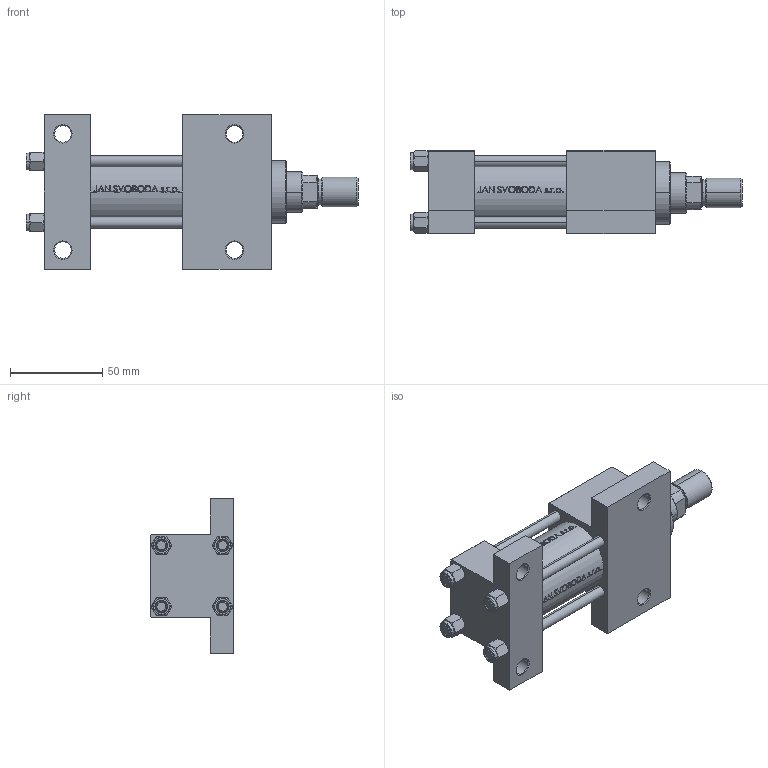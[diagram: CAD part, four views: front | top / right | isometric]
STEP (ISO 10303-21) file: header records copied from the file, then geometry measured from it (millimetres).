
FILE_DESCRIPTION (( 'STEP AP203' ), '1' );
FILE_NAME ('fd6f.STEP', '2023-08-23T17:28:31', ( '' ), ( '' ), 'SwSTEP 2.0', 'SolidWorks 2019', '' );
FILE_SCHEMA (( 'CONFIG_CONTROL_DESIGN' ));
Length unit declared in the file: millimetre
Products named in the file (7): fd6f; V215CR_G_TYCINKA 378b69e8ae1bdeb8139b000ca91b6c03; V215CR_G_Body 378b69e8ae1bdeb8139b000ca91b6c03; NUT_M5_G 378b69e8ae1bdeb8139b000ca91b6c03; V215_VC_A 378b69e8ae1bdeb8139b000ca91b6c03; V215CR_VCP_G 378b69e8ae1bdeb8139b000ca91b6c03; ROD_END_AH 378b69e8ae1bdeb8139b000ca91b6c03
Assembly tree (12 placements, depth 2):
  fd6f
    V215CR_G_Body 378b69e8ae1bdeb8139b000ca91b6c03
    V215CR_VCP_G 378b69e8ae1bdeb8139b000ca91b6c03
    V215CR_G_TYCINKA 378b69e8ae1bdeb8139b000ca91b6c03  x4
    NUT_M5_G 378b69e8ae1bdeb8139b000ca91b6c03  x4
    V215_VC_A 378b69e8ae1bdeb8139b000ca91b6c03
    ROD_END_AH 378b69e8ae1bdeb8139b000ca91b6c03
Bounding box: 180 x 45 x 84 mm (x, y, z)
Volume: 248227.4 mm3; surface area: 80218.7 mm2
Topology: 12 solids, 12 shells, 1100 faces, 2780 edges, 1783 vertices
Faces by surface type: plane 434, bspline 380, cone 148, cylinder 128, torus 10
Entity records: 47965 total; most frequent: CARTESIAN_POINT 25985, ORIENTED_EDGE 5052, DIRECTION 3112, EDGE_CURVE 2526, VERTEX_POINT 1639, VECTOR 1304, LINE 1304, EDGE_LOOP 1079
